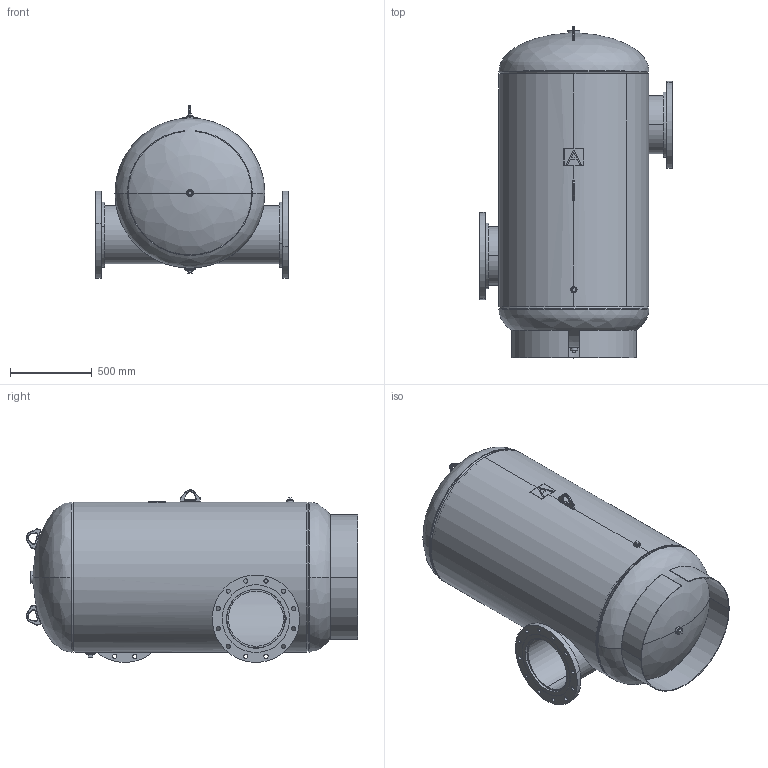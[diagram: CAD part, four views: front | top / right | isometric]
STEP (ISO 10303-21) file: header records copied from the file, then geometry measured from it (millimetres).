
FILE_DESCRIPTION (( 'STEP AP203' ), '1' );
FILE_NAME ('SPA-14.STEP', '2021-03-15T14:29:16', ( '' ), ( '' ), 'SwSTEP 2.0', 'SolidWorks 2021', '' );
FILE_SCHEMA (( 'CONFIG_CONTROL_DESIGN' ));
Length unit declared in the file: inch
Products named in the file (17): SPA-14; 9461130; 9100240_.5; 9600830_36" VERT; 9500070; 9400542; 99B1743; 9301160_20; 9200220; PLUGS_9500180; 9500040; PLUGS_9500150; 9500050; 9500080; 99Q0265; PLUGS_9500140
Assembly tree (20 placements, depth 2):
  SPA-14
    99B1743
    9200220
    9200220
    9500040
    9500050
    9500070
    9500080
    PLUGS_9500140
    PLUGS_9500150
    PLUGS_9500180
    9301160_20  x2
    9461130  x2
    9100240_.5
    99Q0265
    9400542  x3
    9600830_36" VERT
Bounding box: 1177.92 x 2024.09 x 1052.32 mm (x, y, z)
Volume: 57661878.6 mm3; surface area: 15599669 mm2
Topology: 20 solids, 20 shells, 490 faces, 1139 edges, 696 vertices
Faces by surface type: cylinder 232, plane 118, torus 84, bspline 28, cone 28
Entity records: 20301 total; most frequent: CARTESIAN_POINT 10771, DIRECTION 1700, ORIENTED_EDGE 1502, EDGE_CURVE 751, AXIS2_PLACEMENT_3D 709, VERTEX_POINT 464, CIRCLE 390, EDGE_LOOP 383
